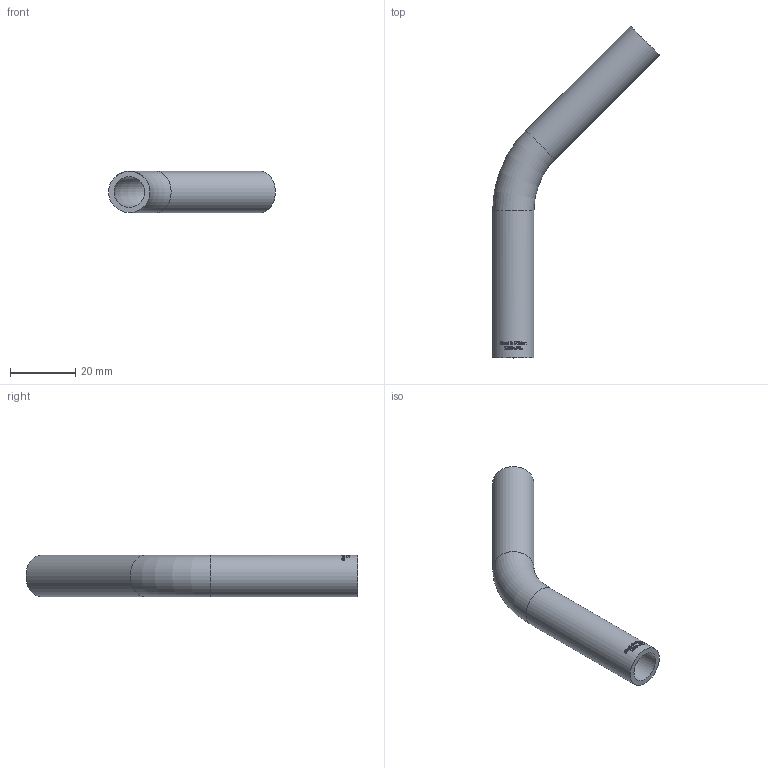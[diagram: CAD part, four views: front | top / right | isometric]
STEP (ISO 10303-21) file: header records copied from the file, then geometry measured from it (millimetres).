
FILE_DESCRIPTION(/* description */ (''),/* implementation_level */ '2;1');
FILE_NAME(/* name */ 'L2KS-.50L.stp',/* time_stamp */ '2020-02-28T17:37:44-05:00',/* author */ ('rick'),/* organization */ (''),/* preprocessor_version */ 'ST-DEVELOPER v15.2',/* originating_system */ 'Autodesk Inventor 2014',/* authorisation */ '');
FILE_SCHEMA (('AUTOMOTIVE_DESIGN { 1 0 10303 214 3 1 1 }'));
Length unit declared in the file: inch
Products named in the file (1): L2KS-.50L
Bounding box: 51.25 x 102.05 x 12.7 mm (x, y, z)
Volume: 6479.3 mm3; surface area: 7974.2 mm2
Topology: 1 solids, 1 shells, 340 faces, 919 edges, 613 vertices
Faces by surface type: bspline 171, plane 131, cylinder 36, torus 2
Full cylindrical faces by diameter (mm): 9.398 x2, 12.7 x2
Entity records: 13674 total; most frequent: CARTESIAN_POINT 6140, ORIENTED_EDGE 1816, DIRECTION 1058, EDGE_CURVE 908, VERTEX_POINT 608, LINE 414, VECTOR 414, EDGE_LOOP 380
